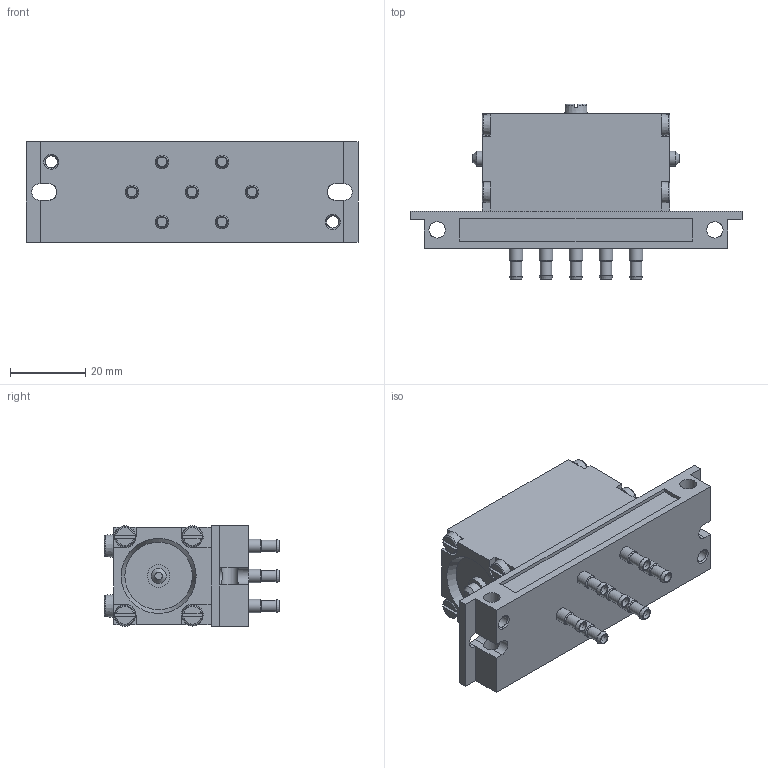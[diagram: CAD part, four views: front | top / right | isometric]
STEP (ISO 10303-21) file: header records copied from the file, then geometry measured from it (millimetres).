
FILE_DESCRIPTION(/* description */ ('STEP AP214'),/* implementation_level */ '2;1');
FILE_NAME(/* name */ '4503_J-5-PK-3',/* time_stamp */ '2024-08-22T22:13:03+02:00',/* author */ ('License CC BY-ND 4.0'),/* organization */ ('CADENAS'),/* preprocessor_version */ 'ST-DEVELOPER v19.3',/* originating_system */ 'PARTsolutions',/* authorisation */ ' ');
FILE_SCHEMA (('AUTOMOTIVE_DESIGN {1 0 10303 214 3 1 1}'));
Length unit declared in the file: millimetre
Products named in the file (1): 4503 J-5-PK-3
Bounding box: 88.5 x 46.8 x 26.83 mm (x, y, z)
Volume: 52783.4 mm3; surface area: 13754.2 mm2
Topology: 1 solids, 1 shells, 238 faces, 585 edges, 376 vertices
Faces by surface type: plane 140, cylinder 45, cone 33, torus 20
Full cylindrical faces by diameter (mm): 2.5 x7, 3 x7, 3.242 x4, 3.6 x7, 4 x2, 4.4 x2, 6 x2
Entity records: 8441 total; most frequent: CARTESIAN_POINT 1464, DIRECTION 1080, ORIENTED_EDGE 1012, EDGE_CURVE 506, AXIS2_PLACEMENT_3D 426, VERTEX_POINT 362, EDGE_LOOP 348, FACE_BOUND 348
